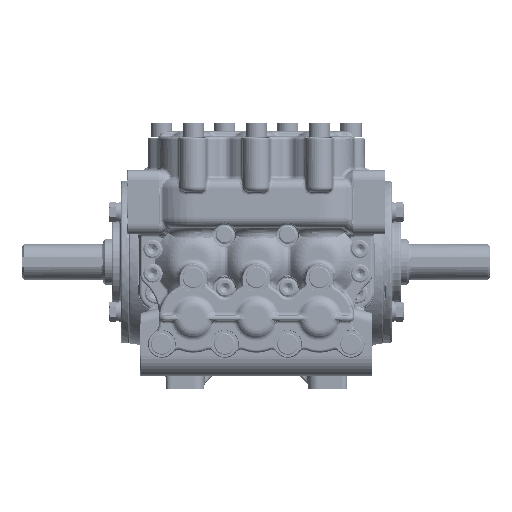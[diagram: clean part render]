
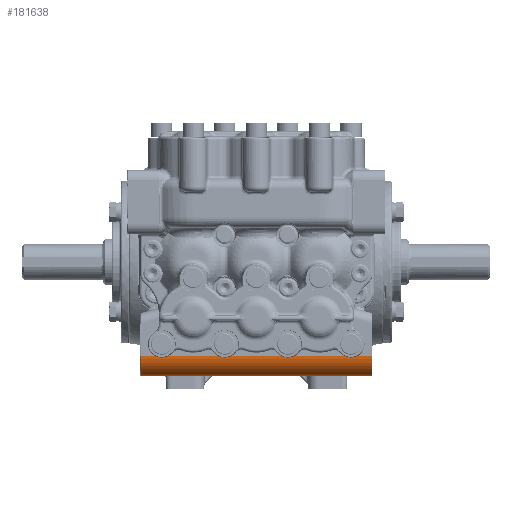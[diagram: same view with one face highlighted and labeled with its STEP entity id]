
A CAD part, top view. The second image highlights one B-rep face of the part: STEP entity #181638.
In plain terms, the highlighted cylindrical face has radius 20 mm (diameter 40 mm), a partial arc.
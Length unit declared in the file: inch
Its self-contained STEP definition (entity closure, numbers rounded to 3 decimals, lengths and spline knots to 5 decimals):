
#11056 = DIRECTION ( 'NONE',  ( 0., 0., -1. ) ) ;
#14529 = CARTESIAN_POINT ( 'NONE',  ( 4.46035, -3.66142, 13.91732 ) ) ;
#23964 = EDGE_CURVE ( 'NONE', #188425, #123549, #178052, .T. ) ;
#33498 = ORIENTED_EDGE ( 'NONE', *, *, #86969, .F. ) ;
#36911 = DIRECTION ( 'NONE',  ( 1., 0., 0. ) ) ;
#49728 = ORIENTED_EDGE ( 'NONE', *, *, #132334, .F. ) ;
#59993 = CARTESIAN_POINT ( 'NONE',  ( -4.48819, -4.44882, 13.91732 ) ) ;
#60683 = FACE_OUTER_BOUND ( 'NONE', #124965, .T. ) ;
#86969 = EDGE_CURVE ( 'NONE', #188425, #246076, #257477, .T. ) ;
#108705 = AXIS2_PLACEMENT_3D ( 'NONE', #240069, #324418, #319320 ) ;
#109612 = EDGE_CURVE ( 'NONE', #116727, #246076, #115777, .T. ) ;
#115777 = CIRCLE ( 'NONE', #165496, 0.7874 ) ;
#116727 = VERTEX_POINT ( 'NONE', #244185 ) ;
#123549 = VERTEX_POINT ( 'NONE', #183397 ) ;
#124965 = EDGE_LOOP ( 'NONE', ( #33498, #220576, #49728, #239694 ) ) ;
#132334 = EDGE_CURVE ( 'NONE', #116727, #123549, #296187, .T. ) ;
#138726 = CARTESIAN_POINT ( 'NONE',  ( -4.4685, -3.66142, 13.91732 ) ) ;
#154059 = DIRECTION ( 'NONE',  ( 1., 0., 0. ) ) ;
#164070 = CARTESIAN_POINT ( 'NONE',  ( -4.4685, -3.66142, 14.70472 ) ) ;
#165496 = AXIS2_PLACEMENT_3D ( 'NONE', #14529, #302482, #299044 ) ;
#166948 = AXIS2_PLACEMENT_3D ( 'NONE', #138726, #36911, #11056 ) ;
#176248 = CARTESIAN_POINT ( 'NONE',  ( 4.46035, -3.66142, 14.70472 ) ) ;
#178052 = CIRCLE ( 'NONE', #166948, 0.7874 ) ;
#181638 = ADVANCED_FACE ( 'NONE', ( #60683 ), #271026, .T. ) ;
#183397 = CARTESIAN_POINT ( 'NONE',  ( -4.4685, -4.44882, 13.91732 ) ) ;
#188425 = VERTEX_POINT ( 'NONE', #164070 ) ;
#220576 = ORIENTED_EDGE ( 'NONE', *, *, #23964, .T. ) ;
#231592 = CARTESIAN_POINT ( 'NONE',  ( -4.48819, -3.66142, 14.70472 ) ) ;
#239694 = ORIENTED_EDGE ( 'NONE', *, *, #109612, .T. ) ;
#240069 = CARTESIAN_POINT ( 'NONE',  ( -4.48819, -3.66142, 13.91732 ) ) ;
#244185 = CARTESIAN_POINT ( 'NONE',  ( 4.46035, -4.44882, 13.91732 ) ) ;
#246076 = VERTEX_POINT ( 'NONE', #176248 ) ;
#257477 = LINE ( 'NONE', #231592, #260798 ) ;
#260798 = VECTOR ( 'NONE', #154059, 39.37008 ) ;
#262026 = VECTOR ( 'NONE', #270341, 39.37008 ) ;
#270341 = DIRECTION ( 'NONE',  ( -1., 0., 0. ) ) ;
#271026 = CYLINDRICAL_SURFACE ( 'NONE', #108705, 0.7874 ) ;
#296187 = LINE ( 'NONE', #59993, #262026 ) ;
#299044 = DIRECTION ( 'NONE',  ( 0., 0., 1. ) ) ;
#302482 = DIRECTION ( 'NONE',  ( -1., 0., 0. ) ) ;
#319320 = DIRECTION ( 'NONE',  ( 0., 1., 0. ) ) ;
#324418 = DIRECTION ( 'NONE',  ( 1., 0., 0. ) ) ;
